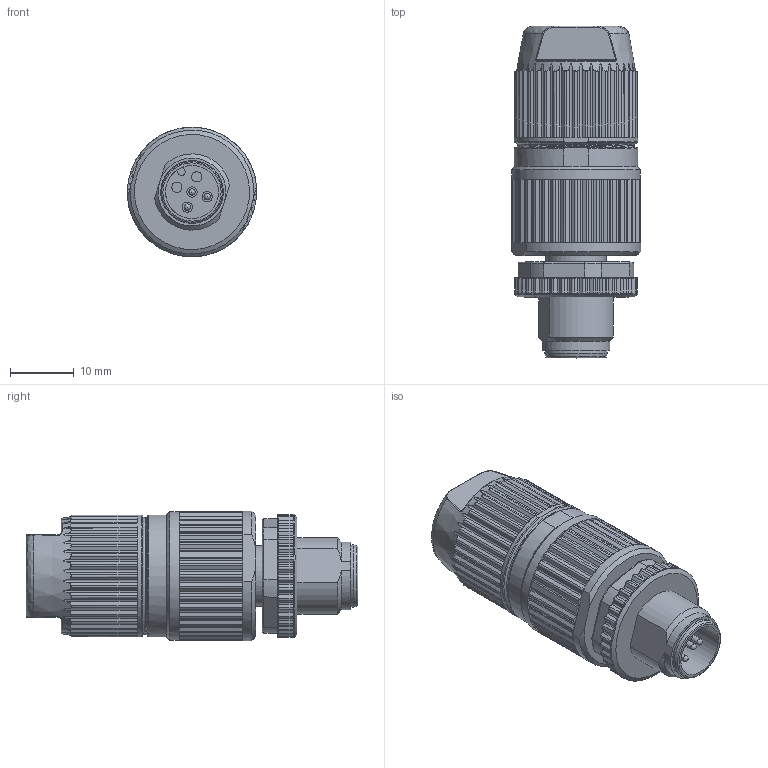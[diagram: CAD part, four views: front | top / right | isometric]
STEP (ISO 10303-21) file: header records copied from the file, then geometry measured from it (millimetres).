
FILE_DESCRIPTION(/* description */ (''),/* implementation_level */ '2;1');
FILE_NAME(/* name */ '100505307ugm000_a.stp',/* time_stamp */ '2016-09-14T14:23:00+02:00',/* author */ (''),/* organization */ (''),/* preprocessor_version */ 'ST-DEVELOPER v16',/* originating_system */ 'SIEMENS PLM Software NX 10.0',/* authorisation */ '');
FILE_SCHEMA (('AUTOMOTIVE_DESIGN { 1 0 10303 214 3 1 1 1 }'));
Length unit declared in the file: millimetre
Products named in the file (1): 100505307ugm000_a
Bounding box: 20.35 x 52.24 x 20.39 mm (x, y, z)
Volume: 12021.3 mm3; surface area: 5337.6 mm2
Topology: 1 solids, 1 shells, 920 faces, 2430 edges, 1524 vertices
Faces by surface type: plane 367, cylinder 341, bspline 159, cone 53
Full cylindrical faces by diameter (mm): 1 x3, 1.6 x5, 8.2 x1, 8.35 x1, 9.5 x1, 9.6 x1, 9.852 x1, 18.3 x1, 20.3 x1
Entity records: 33128 total; most frequent: CARTESIAN_POINT 11932, ORIENTED_EDGE 4792, DIRECTION 4085, EDGE_CURVE 2396, AXIS2_PLACEMENT_3D 1552, VERTEX_POINT 1525, LINE 981, VECTOR 981
